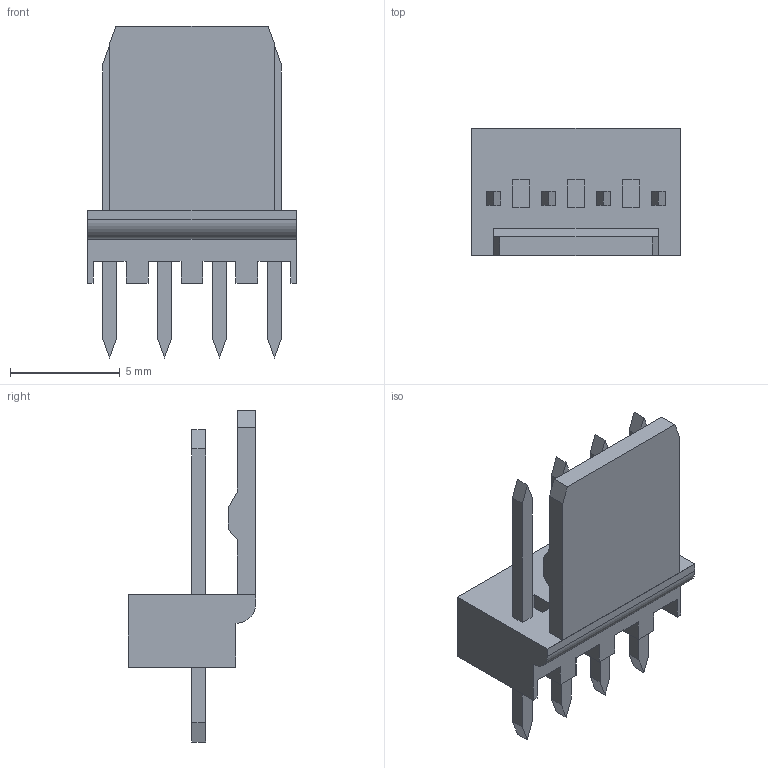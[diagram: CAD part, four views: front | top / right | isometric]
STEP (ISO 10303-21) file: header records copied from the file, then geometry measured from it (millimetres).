
FILE_DESCRIPTION((''),'2;1');
FILE_NAME('MOLEX_22-04-1041.stp','2012-02-13T09:14:24',(''),(''),'Mechanical Desktop 2011','Mechanical Desktop 2011',', , ');
FILE_SCHEMA(('AUTOMOTIVE_DESIGN { 1 2 10303 214 1 1 1 1 }'));
Length unit declared in the file: millimetre
Products named in the file (1): Product
Bounding box: 9.5 x 5.8 x 15.1 mm (x, y, z)
Volume: 395.7 mm3; surface area: 903.7 mm2
Topology: 11 solids, 11 shells, 156 faces, 384 edges, 256 vertices
Faces by surface type: plane 122, bspline 32, cylinder 2
Entity records: 4554 total; most frequent: CARTESIAN_POINT 893, ORIENTED_EDGE 768, DIRECTION 638, EDGE_CURVE 384, VECTOR 380, LINE 380, VERTEX_POINT 256, EDGE_LOOP 162
